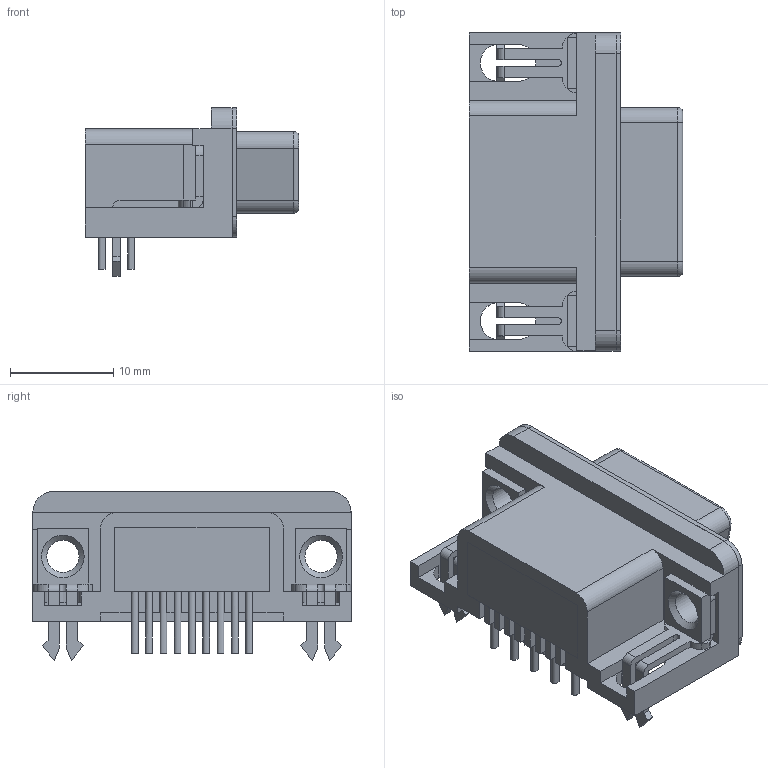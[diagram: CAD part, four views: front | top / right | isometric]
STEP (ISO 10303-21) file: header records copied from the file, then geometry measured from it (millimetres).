
FILE_DESCRIPTION(/* description */ ('Unknown'),/* implementation_level */ '2;1');
FILE_NAME(/* name */ 'J_Wurth_WR-DSUB_618009233821',/* time_stamp */ '2025-07-16T17:25:58+08:00',/* author */ ('Unknown'),/* organization */ ('Unknown'),/* preprocessor_version */ 'ST-DEVELOPER v19.4',/* originating_system */ 'Solid Edge',/* authorisation */ 'Unknown');
FILE_SCHEMA (('AUTOMOTIVE_DESIGN {1 0 10303 214 3 1 1}'));
Products named in the file (2): J_Wurth_WR-DSUB_618009233821
Assembly tree (1 placements, depth 2):
  J_Wurth_WR-DSUB_618009233821
    J_Wurth_WR-DSUB_618009233821
Bounding box: 20.65 x 30.82 x 16.35 mm (x, y, z)
Volume: 3740.3 mm3; surface area: 6635.1 mm2
Topology: 16 solids, 16 shells, 1210 faces, 3453 edges, 2283 vertices
Faces by surface type: plane 822, cylinder 275, bspline 90, cone 15, torus 8
Full cylindrical faces by diameter (mm): 1.2 x9, 3.121 x2, 4 x8
Entity records: 57415 total; most frequent: CARTESIAN_POINT 26498, ORIENTED_EDGE 6804, DIRECTION 5684, EDGE_CURVE 3402, LINE 2428, VECTOR 2428, VERTEX_POINT 2266, AXIS2_PLACEMENT_3D 1628
